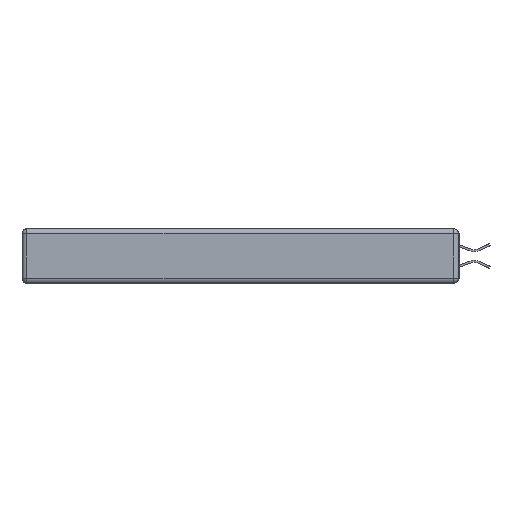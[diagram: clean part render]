
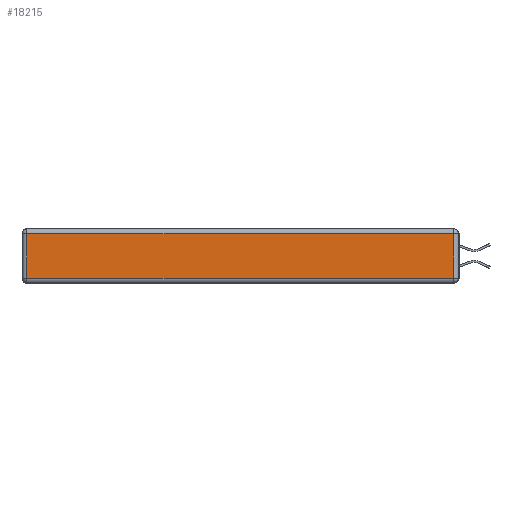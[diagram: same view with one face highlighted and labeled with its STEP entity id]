
A CAD part, left-side view. The second image highlights one B-rep face of the part: STEP entity #18215.
In plain terms, the highlighted planar face has unit normal (-1, 0, 0).
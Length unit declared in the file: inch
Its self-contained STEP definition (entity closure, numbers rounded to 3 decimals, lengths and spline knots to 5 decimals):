
#1071 = DIRECTION ( 'NONE',  ( 0., 0., 1. ) ) ;
#2832 = VECTOR ( 'NONE', #28613, 39.37008 ) ;
#3214 = ORIENTED_EDGE ( 'NONE', *, *, #22686, .T. ) ;
#4889 = VECTOR ( 'NONE', #8587, 39.37008 ) ;
#5615 = DIRECTION ( 'NONE',  ( -1., 0., 0. ) ) ;
#5675 = VERTEX_POINT ( 'NONE', #25848 ) ;
#5999 = LINE ( 'NONE', #19967, #4889 ) ;
#6294 = LINE ( 'NONE', #25120, #12687 ) ;
#8587 = DIRECTION ( 'NONE',  ( 0., 0., 1. ) ) ;
#8944 = LINE ( 'NONE', #12370, #2832 ) ;
#10109 = CARTESIAN_POINT ( 'NONE',  ( 0., 0., -0.343 ) ) ;
#12111 = ORIENTED_EDGE ( 'NONE', *, *, #28143, .T. ) ;
#12370 = CARTESIAN_POINT ( 'NONE',  ( 0., 2.75, -0.03 ) ) ;
#12415 = VERTEX_POINT ( 'NONE', #25288 ) ;
#12687 = VECTOR ( 'NONE', #27191, 39.37008 ) ;
#13089 = VERTEX_POINT ( 'NONE', #28031 ) ;
#13375 = DIRECTION ( 'NONE',  ( 0., -1., 0. ) ) ;
#17935 = VECTOR ( 'NONE', #13375, 39.37008 ) ;
#18215 = ADVANCED_FACE ( 'NONE', ( #25893 ), #23200, .T. ) ;
#19373 = ORIENTED_EDGE ( 'NONE', *, *, #22206, .T. ) ;
#19967 = CARTESIAN_POINT ( 'NONE',  ( 0., 0.03, -0.343 ) ) ;
#20136 = EDGE_CURVE ( 'NONE', #12415, #13089, #8944, .T. ) ;
#20218 = CARTESIAN_POINT ( 'NONE',  ( 0., 0., -0.313 ) ) ;
#21279 = ORIENTED_EDGE ( 'NONE', *, *, #20136, .T. ) ;
#21557 = EDGE_LOOP ( 'NONE', ( #3214, #12111, #21279, #19373 ) ) ;
#22206 = EDGE_CURVE ( 'NONE', #13089, #23196, #6294, .T. ) ;
#22686 = EDGE_CURVE ( 'NONE', #23196, #5675, #23906, .T. ) ;
#23196 = VERTEX_POINT ( 'NONE', #23675 ) ;
#23200 = PLANE ( 'NONE',  #26931 ) ;
#23675 = CARTESIAN_POINT ( 'NONE',  ( 0., 2.72, -0.313 ) ) ;
#23906 = LINE ( 'NONE', #20218, #17935 ) ;
#25120 = CARTESIAN_POINT ( 'NONE',  ( 0., 2.72, -0.343 ) ) ;
#25288 = CARTESIAN_POINT ( 'NONE',  ( 0., 0.03, -0.03 ) ) ;
#25848 = CARTESIAN_POINT ( 'NONE',  ( 0., 0.03, -0.313 ) ) ;
#25893 = FACE_OUTER_BOUND ( 'NONE', #21557, .T. ) ;
#26931 = AXIS2_PLACEMENT_3D ( 'NONE', #10109, #5615, #1071 ) ;
#27191 = DIRECTION ( 'NONE',  ( 0., 0., -1. ) ) ;
#28031 = CARTESIAN_POINT ( 'NONE',  ( 0., 2.72, -0.03 ) ) ;
#28143 = EDGE_CURVE ( 'NONE', #5675, #12415, #5999, .T. ) ;
#28613 = DIRECTION ( 'NONE',  ( 0., 1., 0. ) ) ;
